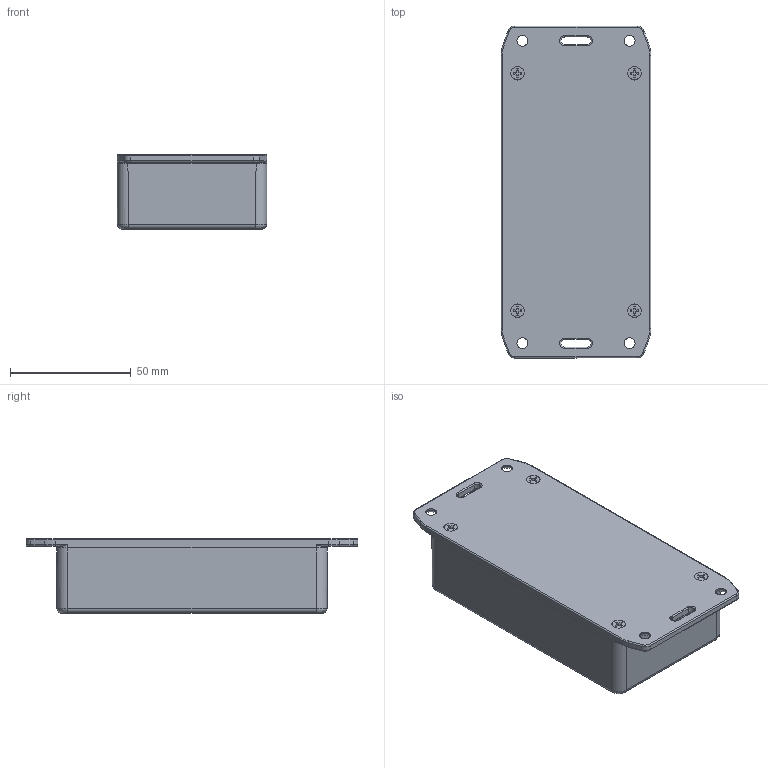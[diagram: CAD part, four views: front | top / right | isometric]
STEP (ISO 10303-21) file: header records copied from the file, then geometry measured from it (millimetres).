
FILE_DESCRIPTION(/* description */ (''),/* implementation_level */ '2;1');
FILE_NAME(/* name */ '1591BFL.iam.stp',/* time_stamp */ '2015-06-03T10:00:14-04:00',/* author */ ('gdineen'),/* organization */ (''),/* preprocessor_version */ 'ST-DEVELOPER v15.6',/* originating_system */ 'Autodesk Inventor 2015',/* authorisation */ '');
FILE_SCHEMA (('AUTOMOTIVE_DESIGN { 1 0 10303 214 3 1 1 }'));
Products named in the file (5): 1591B Box; 1591B Flange Lid; SC500 (screw M3-0.5X 10mm FH); IN100 (insert M3-0.5X5.75mm BRASS); 1591BFL
Assembly tree (10 placements, depth 2):
  1591BFL
    1591B Box
    1591B Flange Lid
    SC500 (screw M3-0.5X 10mm FH)  x4
    IN100 (insert M3-0.5X5.75mm BRASS)  x4
Bounding box: 62 x 137.4 x 30.8 mm (x, y, z)
Volume: 58498.1 mm3; surface area: 58810.2 mm2
Topology: 10 solids, 10 shells, 1472 faces, 4027 edges, 2650 vertices
Faces by surface type: plane 612, bspline 430, cylinder 346, cone 56, torus 28
Full cylindrical faces by diameter (mm): 2.464 x4, 3 x4, 3.2 x4, 3.81 x12, 3.912 x4, 3.988 x4, 4.5 x4, 5.5 x4, 5.6 x4, 8 x4
Entity records: 33144 total; most frequent: CARTESIAN_POINT 9597, ORIENTED_EDGE 5202, DIRECTION 4177, EDGE_CURVE 2601, VERTEX_POINT 1736, LINE 1623, VECTOR 1623, AXIS2_PLACEMENT_3D 1277
